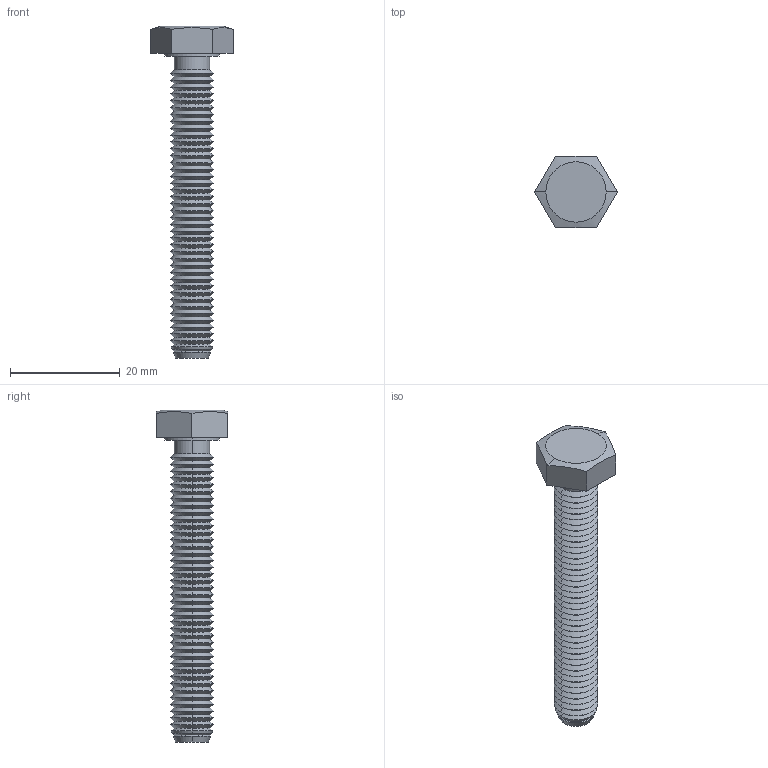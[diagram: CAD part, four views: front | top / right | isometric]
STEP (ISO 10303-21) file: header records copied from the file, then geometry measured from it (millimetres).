
FILE_DESCRIPTION((''),'2;1');
FILE_NAME('21938.stp','2007-07-19T14:10:13',(''),(''),'Mechanical Desktop.R8.0.24.0','Mechanical Desktop.R8.0.24.0',', , ');
FILE_SCHEMA(('CONFIG_CONTROL_DESIGN'));
Length unit declared in the file: millimetre
Products named in the file (3): 21938A; 21938; RM_SDB
Assembly tree (2 placements, depth 2):
  21938A
    21938
    RM_SDB
Bounding box: 15.01 x 13 x 60.5 mm (x, y, z)
Volume: 2995.5 mm3; surface area: 2430.6 mm2
Topology: 1 solids, 1 shells, 186 faces, 374 edges, 192 vertices
Faces by surface type: cone 172, plane 10, cylinder 4
Entity records: 4799 total; most frequent: DIRECTION 926, CARTESIAN_POINT 767, ORIENTED_EDGE 748, EDGE_CURVE 374, AXIS2_PLACEMENT_3D 369, VERTEX_POINT 192, VECTOR 188, LINE 188
